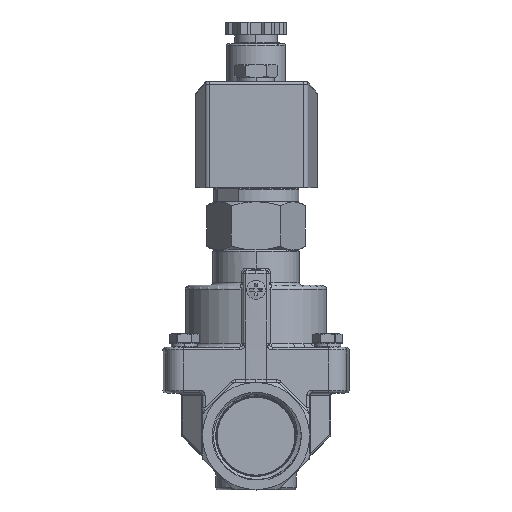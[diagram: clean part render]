
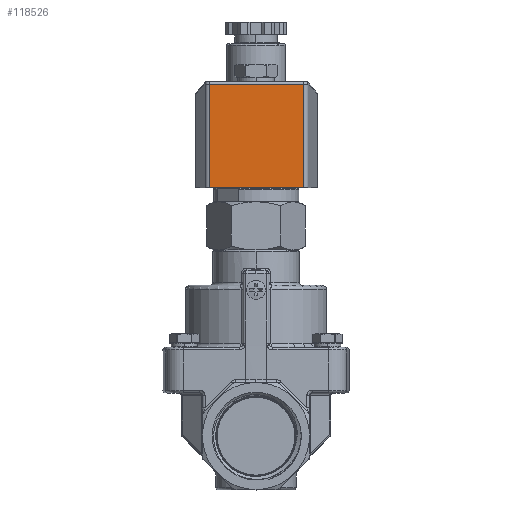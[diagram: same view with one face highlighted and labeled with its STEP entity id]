
A CAD part, top view. The second image highlights one B-rep face of the part: STEP entity #118526.
In plain terms, the highlighted planar face has unit normal (0, 0, 1).
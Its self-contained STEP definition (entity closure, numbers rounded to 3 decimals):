
#2564 = VECTOR ( 'NONE', #145787, 1000. ) ;
#6173 = CARTESIAN_POINT ( 'NONE',  ( -17.484, 151.556, 27. ) ) ;
#12887 = EDGE_CURVE ( 'NONE', #107947, #79102, #148363, .T. ) ;
#15121 = EDGE_CURVE ( 'NONE', #21175, #32041, #113170, .T. ) ;
#17009 = LINE ( 'NONE', #40787, #47378 ) ;
#21175 = VERTEX_POINT ( 'NONE', #30575 ) ;
#25550 = DIRECTION ( 'NONE',  ( 0., 0., 1. ) ) ;
#30575 = CARTESIAN_POINT ( 'NONE',  ( -17.484, 112.9, 27. ) ) ;
#32041 = VERTEX_POINT ( 'NONE', #6173 ) ;
#37415 = DIRECTION ( 'NONE',  ( 0., 1., 0. ) ) ;
#40787 = CARTESIAN_POINT ( 'NONE',  ( -18.788, 112.9, 27. ) ) ;
#47044 = AXIS2_PLACEMENT_3D ( 'NONE', #103121, #25550, #116076 ) ;
#47378 = VECTOR ( 'NONE', #53837, 1000. ) ;
#53837 = DIRECTION ( 'NONE',  ( -1., 0., 0. ) ) ;
#59633 = FACE_OUTER_BOUND ( 'NONE', #66474, .T. ) ;
#66474 = EDGE_LOOP ( 'NONE', ( #93386, #162382, #87905, #91057 ) ) ;
#68421 = CARTESIAN_POINT ( 'NONE',  ( -18.788, 151.556, 27. ) ) ;
#73194 = EDGE_CURVE ( 'NONE', #107947, #21175, #17009, .T. ) ;
#79102 = VERTEX_POINT ( 'NONE', #95525 ) ;
#79647 = VECTOR ( 'NONE', #37415, 1000. ) ;
#87905 = ORIENTED_EDGE ( 'NONE', *, *, #15121, .F. ) ;
#89599 = PLANE ( 'NONE',  #47044 ) ;
#91057 = ORIENTED_EDGE ( 'NONE', *, *, #73194, .F. ) ;
#93386 = ORIENTED_EDGE ( 'NONE', *, *, #12887, .T. ) ;
#95525 = CARTESIAN_POINT ( 'NONE',  ( 17.907, 151.556, 27. ) ) ;
#98665 = DIRECTION ( 'NONE',  ( 0., 1., 0. ) ) ;
#103121 = CARTESIAN_POINT ( 'NONE',  ( -18.788, 152.556, 27. ) ) ;
#107947 = VERTEX_POINT ( 'NONE', #112439 ) ;
#112439 = CARTESIAN_POINT ( 'NONE',  ( 17.907, 112.9, 27. ) ) ;
#113170 = LINE ( 'NONE', #126836, #143570 ) ;
#116076 = DIRECTION ( 'NONE',  ( 0., -1., 0. ) ) ;
#118526 = ADVANCED_FACE ( 'NONE', ( #59633 ), #89599, .T. ) ;
#122837 = EDGE_CURVE ( 'NONE', #79102, #32041, #136095, .T. ) ;
#126836 = CARTESIAN_POINT ( 'NONE',  ( -17.484, 152.696, 27. ) ) ;
#136095 = LINE ( 'NONE', #68421, #2564 ) ;
#143570 = VECTOR ( 'NONE', #98665, 1000. ) ;
#145787 = DIRECTION ( 'NONE',  ( -1., 0., 0. ) ) ;
#148363 = LINE ( 'NONE', #165925, #79647 ) ;
#162382 = ORIENTED_EDGE ( 'NONE', *, *, #122837, .T. ) ;
#165925 = CARTESIAN_POINT ( 'NONE',  ( 17.907, 152.556, 27. ) ) ;
